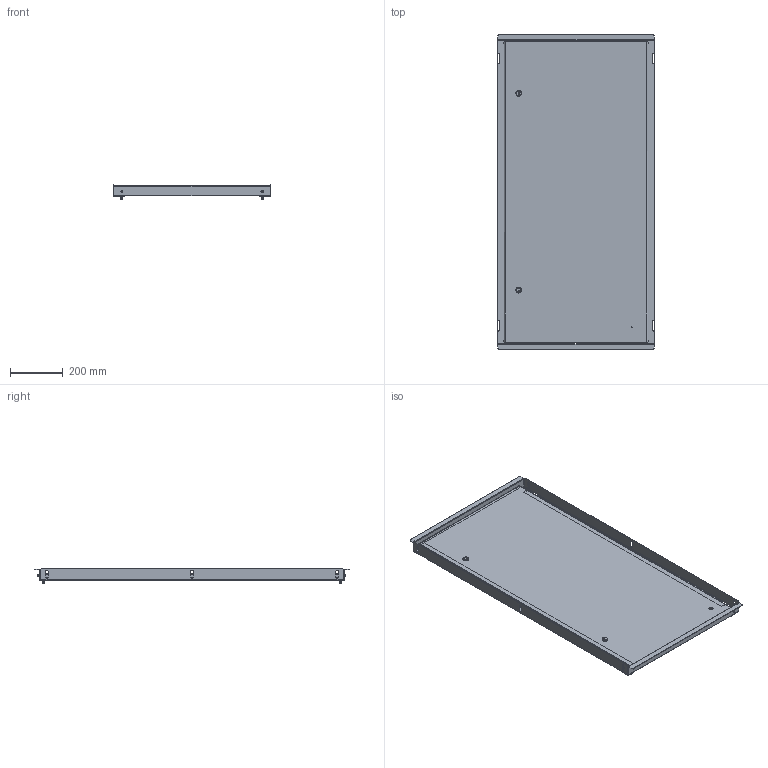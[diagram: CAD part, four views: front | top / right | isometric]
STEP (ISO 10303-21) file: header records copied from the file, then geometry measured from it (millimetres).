
FILE_DESCRIPTION (( 'STEP AP203' ), '1' );
FILE_NAME ('TI-00D-DV-120-060 TITAN Äâåðü âíóòðåííÿÿ ÙÌÏ 1200õ600 (ñ êîìïë. óñòàíîâêè) IEK.STEP', '2024-02-01T07:23:15', ( '' ), ( '' ), 'SwSTEP 2.0', 'SolidWorks 2022', '' );
FILE_SCHEMA (( 'CONFIG_CONTROL_DESIGN' ));
Length unit declared in the file: millimetre
Products named in the file (14): КИВА 240.41.00СБ_1200х600; Опора MESAN; Рама вн.двери_120.60; КИВА 240.43.01_-07 (1200); Замок 19-16_40 (YZK10-19-16-40); Петля MESAN 189; Втулка резьбовая BRALO потайной бортик с насечкой ст_Потайной бортик с насечкой М5x13,00x7,00 (1,5); Винт потайной DIN965_M5x16; КИВА 240.42.00СБ_-03 (600); КИВА 240.42.01_-03 (600); Шпилька AFК_M8x16; TI-00D-DV-120-060 TITAN Дверь внутренняя ЩМП 1200х600 (с компл. установки) IEK; КИВА 240.41.01_-17 (1200х600); Петля MESAN 189_Без оси
Assembly tree (20 placements, depth 4):
  TI-00D-DV-120-060 TITAN Дверь внутренняя ЩМП 1200х600 (с компл. установки) IEK
    Рама вн.двери_120.60
      КИВА 240.42.00СБ_-03 (600)  x2
        КИВА 240.42.01_-03 (600)
        Втулка резьбовая BRALO потайной бортик с насечкой ст_Потайной бортик с насечкой М5x13,00x7,00 (1,5)
      КИВА 240.43.01_-07 (1200)  x2
      Винт потайной DIN965_M5x16  x4
    КИВА 240.41.00СБ_1200х600
      КИВА 240.41.01_-17 (1200х600)
      Петля MESAN 189
      Петля MESAN 189_Без оси
      Замок 19-16_40 (YZK10-19-16-40)  x2
      Шпилька AFК_M8x16
    Опора MESAN
Bounding box: 597 x 1194 x 59.6 mm (x, y, z)
Volume: 1291441.6 mm3; surface area: 2261930.2 mm2
Topology: 21 solids, 23 shells, 853 faces, 2038 edges, 1238 vertices
Faces by surface type: plane 455, cylinder 288, cone 82, bspline 14, torus 12, sphere 2
Entity records: 17304 total; most frequent: CARTESIAN_POINT 3527, DIRECTION 2610, ORIENTED_EDGE 2436, EDGE_CURVE 1218, AXIS2_PLACEMENT_3D 919, LINE 772, VECTOR 772, VERTEX_POINT 734
